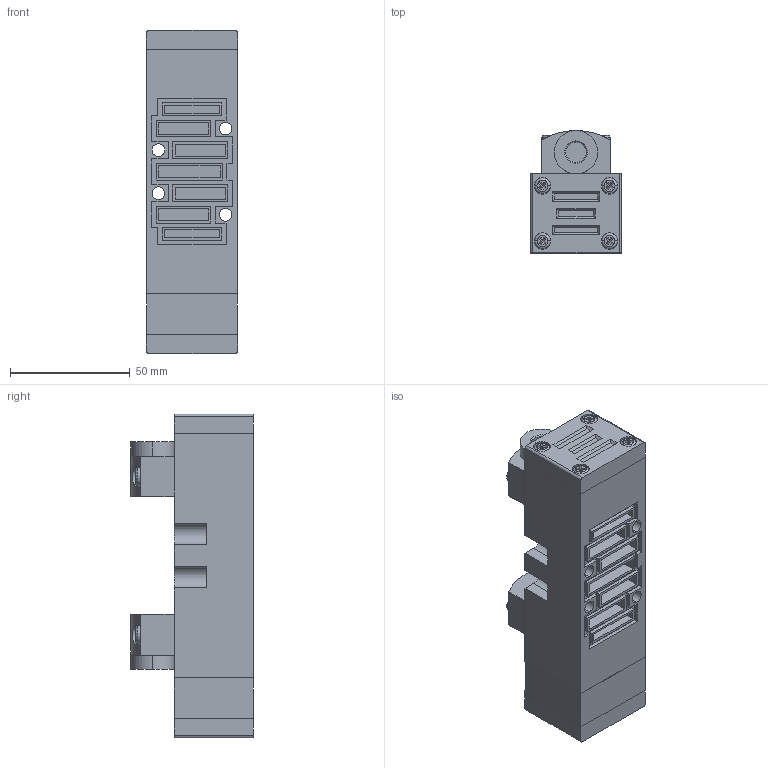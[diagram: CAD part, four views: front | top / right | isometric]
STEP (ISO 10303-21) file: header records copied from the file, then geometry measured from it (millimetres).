
FILE_DESCRIPTION (( 'STEP AP214' ), '1' );
FILE_NAME ('SIP433.STEP', '2019-09-05T07:53:23', ( 'yrd2' ), ( 'Hewlett-Packard Company' ), 'SwSTEP 2.0', 'SolidWorks 2008', '' );
FILE_SCHEMA (( 'AUTOMOTIVE_DESIGN' ));
Length unit declared in the file: millimetre
Products named in the file (5): SIP400 BODY_ル遽; SIP400 SEMI_ル遽; SIP400 Pilot_ル遽; SIP400 BLOCK GUIDE_ル遽; SIP433
Assembly tree (6 placements, depth 2):
  SIP433
    SIP400 Pilot_ル遽  x2
    SIP400 BODY_ル遽
    SIP400 BLOCK GUIDE_ル遽
    SIP400 SEMI_ル遽  x2
Bounding box: 38 x 51.1 x 135 mm (x, y, z)
Volume: 170767.7 mm3; surface area: 45937.5 mm2
Topology: 6 solids, 6 shells, 599 faces, 1332 edges, 816 vertices
Faces by surface type: plane 437, cylinder 118, torus 24, cone 20
Entity records: 11253 total; most frequent: DIRECTION 1955, CARTESIAN_POINT 1938, ORIENTED_EDGE 1808, EDGE_CURVE 904, LINE 661, VECTOR 661, AXIS2_PLACEMENT_3D 647, VERTEX_POINT 564
